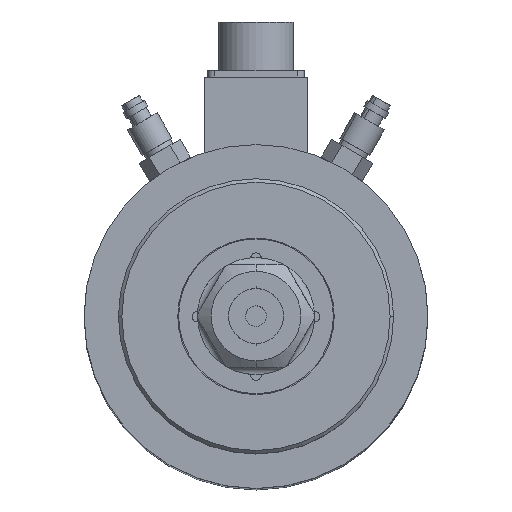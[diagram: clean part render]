
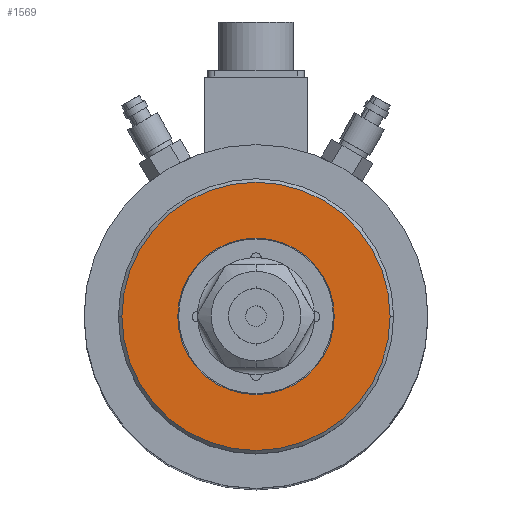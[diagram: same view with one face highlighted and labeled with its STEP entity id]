
A CAD part, top view. The second image highlights one B-rep face of the part: STEP entity #1569.
In plain terms, the highlighted planar face has unit normal (0, 0, 1).
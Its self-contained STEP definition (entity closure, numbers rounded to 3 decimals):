
#160 = DIRECTION ( 'NONE',  ( 1., 0., 0. ) ) ;
#343 = CIRCLE ( 'NONE', #3636, 39. ) ;
#517 = AXIS2_PLACEMENT_3D ( 'NONE', #713, #1621, #4193 ) ;
#713 = CARTESIAN_POINT ( 'NONE',  ( 0., 0., 9. ) ) ;
#781 = CARTESIAN_POINT ( 'NONE',  ( 0., 0., 9. ) ) ;
#1007 = CIRCLE ( 'NONE', #4006, 22.75 ) ;
#1145 = ORIENTED_EDGE ( 'NONE', *, *, #1772, .F. ) ;
#1162 = AXIS2_PLACEMENT_3D ( 'NONE', #781, #4272, #1275 ) ;
#1255 = VERTEX_POINT ( 'NONE', #2724 ) ;
#1275 = DIRECTION ( 'NONE',  ( 1., 0., 0. ) ) ;
#1296 = EDGE_CURVE ( 'NONE', #3508, #1255, #343, .T. ) ;
#1491 = DIRECTION ( 'NONE',  ( 0., 0., 1. ) ) ;
#1569 = ADVANCED_FACE ( 'NONE', ( #4072, #5508 ), #3348, .T. ) ;
#1613 = CARTESIAN_POINT ( 'NONE',  ( 0., 0., 9. ) ) ;
#1621 = DIRECTION ( 'NONE',  ( 0., 0., 1. ) ) ;
#1772 = EDGE_CURVE ( 'NONE', #4719, #3572, #1007, .T. ) ;
#1821 = CARTESIAN_POINT ( 'NONE',  ( -22.75, 0., 9. ) ) ;
#1987 = CARTESIAN_POINT ( 'NONE',  ( 0., 0., 9. ) ) ;
#2062 = DIRECTION ( 'NONE',  ( 1., 0., 0. ) ) ;
#2480 = DIRECTION ( 'NONE',  ( 1., 0., 0. ) ) ;
#2668 = ORIENTED_EDGE ( 'NONE', *, *, #1296, .T. ) ;
#2724 = CARTESIAN_POINT ( 'NONE',  ( -39., 0., 9. ) ) ;
#2872 = CIRCLE ( 'NONE', #4679, 22.75 ) ;
#3035 = EDGE_LOOP ( 'NONE', ( #5503, #2668 ) ) ;
#3131 = EDGE_CURVE ( 'NONE', #3572, #4719, #2872, .T. ) ;
#3301 = EDGE_LOOP ( 'NONE', ( #1145, #3830 ) ) ;
#3348 = PLANE ( 'NONE',  #517 ) ;
#3508 = VERTEX_POINT ( 'NONE', #4400 ) ;
#3572 = VERTEX_POINT ( 'NONE', #1821 ) ;
#3636 = AXIS2_PLACEMENT_3D ( 'NONE', #1987, #1491, #160 ) ;
#3830 = ORIENTED_EDGE ( 'NONE', *, *, #3131, .F. ) ;
#3858 = CIRCLE ( 'NONE', #1162, 39. ) ;
#3991 = CARTESIAN_POINT ( 'NONE',  ( 22.75, 0., 9. ) ) ;
#4006 = AXIS2_PLACEMENT_3D ( 'NONE', #4242, #5553, #2062 ) ;
#4072 = FACE_BOUND ( 'NONE', #3301, .T. ) ;
#4193 = DIRECTION ( 'NONE',  ( 1., 0., 0. ) ) ;
#4242 = CARTESIAN_POINT ( 'NONE',  ( 0., 0., 9. ) ) ;
#4272 = DIRECTION ( 'NONE',  ( 0., 0., 1. ) ) ;
#4400 = CARTESIAN_POINT ( 'NONE',  ( 39., 0., 9. ) ) ;
#4601 = DIRECTION ( 'NONE',  ( 0., 0., 1. ) ) ;
#4679 = AXIS2_PLACEMENT_3D ( 'NONE', #1613, #4601, #2480 ) ;
#4719 = VERTEX_POINT ( 'NONE', #3991 ) ;
#5359 = EDGE_CURVE ( 'NONE', #1255, #3508, #3858, .T. ) ;
#5503 = ORIENTED_EDGE ( 'NONE', *, *, #5359, .T. ) ;
#5508 = FACE_OUTER_BOUND ( 'NONE', #3035, .T. ) ;
#5553 = DIRECTION ( 'NONE',  ( 0., 0., 1. ) ) ;
